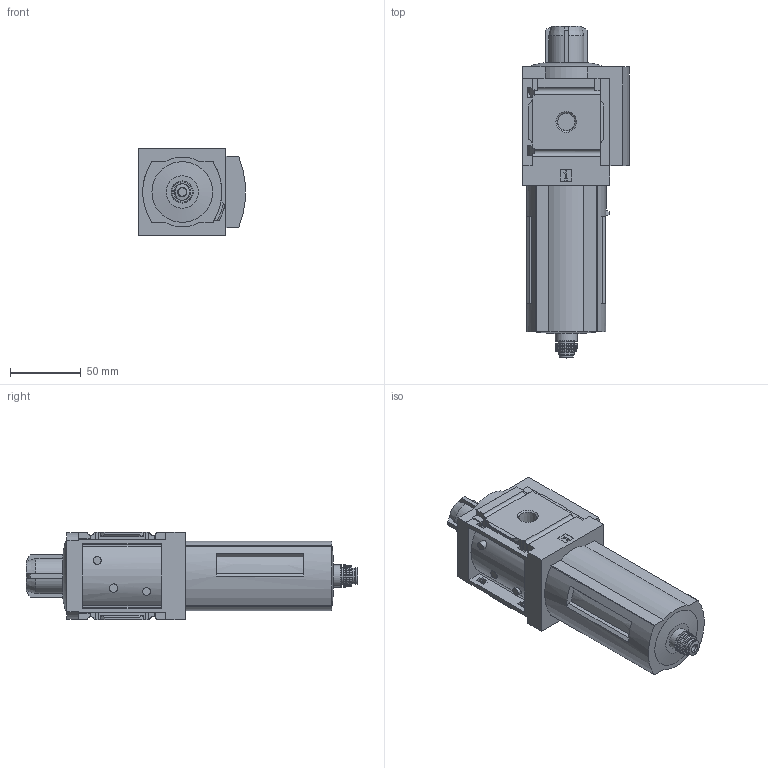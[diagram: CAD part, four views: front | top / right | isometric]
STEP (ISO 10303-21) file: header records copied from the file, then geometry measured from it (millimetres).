
FILE_DESCRIPTION(/* description */ ('STEP AP214'),/* implementation_level */ '2;1');
FILE_NAME(/* name */ '536857_MS6N-LFM-1_4-BRV-DA',/* time_stamp */ '2024-09-11T14:36:48+02:00',/* author */ ('License CC BY-ND 4.0'),/* organization */ ('CADENAS'),/* preprocessor_version */ 'ST-DEVELOPER v19.3',/* originating_system */ 'PARTsolutions',/* authorisation */ ' ');
FILE_SCHEMA (('AUTOMOTIVE_DESIGN {1 0 10303 214 3 1 1}'));
Length unit declared in the file: millimetre
Products named in the file (3): 536857 MS6N-LFM-1/4-BRV-DA; 527671 MS6N-LFM-1/4-BRV-DAD; KOND MS6-1-3
Assembly tree (2 placements, depth 2):
  536857 MS6N-LFM-1/4-BRV-DA
    527671 MS6N-LFM-1/4-BRV-DAD
    KOND MS6-1-3
Bounding box: 75.8 x 235.36 x 62 mm (x, y, z)
Volume: 591480.7 mm3; surface area: 59337.4 mm2
Topology: 2 solids, 2 shells, 285 faces, 760 edges, 499 vertices
Faces by surface type: plane 193, cylinder 58, torus 22, cone 11, sphere 1
Full cylindrical faces by diameter (mm): 5.5 x2, 6 x1, 11 x1, 11.4 x1, 11.6 x1, 11.8 x1, 15.8 x1
Entity records: 10750 total; most frequent: CARTESIAN_POINT 1685, ORIENTED_EDGE 1440, DIRECTION 1412, EDGE_CURVE 720, LINE 500, VECTOR 500, VERTEX_POINT 493, AXIS2_PLACEMENT_3D 456
